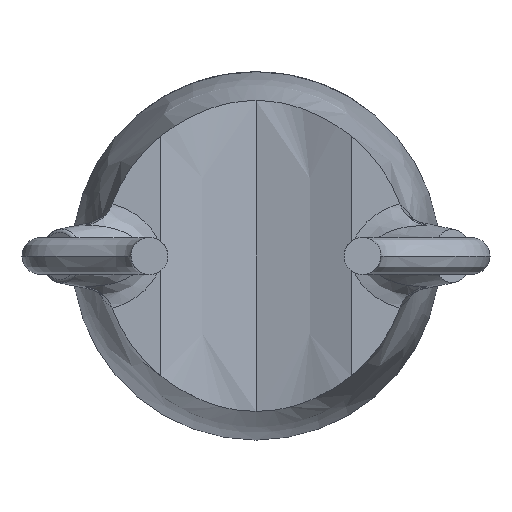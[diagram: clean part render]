
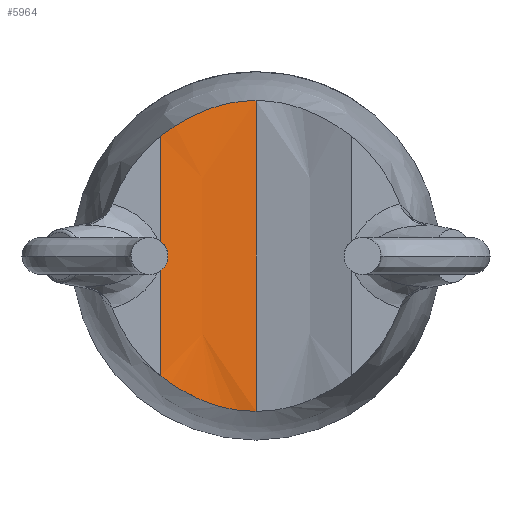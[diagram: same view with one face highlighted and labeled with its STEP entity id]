
A CAD part, front view. The second image highlights one B-rep face of the part: STEP entity #5964.
In plain terms, the highlighted free-form (B-spline) face has degree [3, 1] with [4, 2] control points.
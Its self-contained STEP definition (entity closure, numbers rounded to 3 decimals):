
#152 = CARTESIAN_POINT ( 'NONE',  ( -0.771, 0.38, 2.349 ) ) ;
#217 = CARTESIAN_POINT ( 'NONE',  ( -1.209, 0.054, -1.947 ) ) ;
#298 = CARTESIAN_POINT ( 'NONE',  ( -1.42, 0., 1.791 ) ) ;
#304 = B_SPLINE_CURVE_WITH_KNOTS ( 'NONE', 3,
 ( #506, #3964, #1964, #3472, #1495, #1535, #3438, #4442, #2452, #1042 ),
 .UNSPECIFIED., .F., .F.,
 ( 4, 2, 2, 2, 4 ),
 ( 0., 0., 0.001, 0.001, 0.002 ),
 .UNSPECIFIED. ) ;
#506 = CARTESIAN_POINT ( 'NONE',  ( -1.42, 0., 1.791 ) ) ;
#624 = VERTEX_POINT ( 'NONE', #298 ) ;
#781 = ORIENTED_EDGE ( 'NONE', *, *, #5685, .F. ) ;
#815 = CARTESIAN_POINT ( 'NONE',  ( 0., 0.382, -2.321 ) ) ;
#1042 = CARTESIAN_POINT ( 'NONE',  ( 0., 0.382, 2.321 ) ) ;
#1269 = CARTESIAN_POINT ( 'NONE',  ( -0.992, 0.142, -2.073 ) ) ;
#1304 = VECTOR ( 'NONE', #2987, 1000. ) ;
#1495 = CARTESIAN_POINT ( 'NONE',  ( -0.883, 0.198, 2.126 ) ) ;
#1535 = CARTESIAN_POINT ( 'NONE',  ( -0.652, 0.292, 2.218 ) ) ;
#1625 = DIRECTION ( 'NONE',  ( 0., 0., 1. ) ) ;
#1678 = EDGE_LOOP ( 'NONE', ( #781, #5812, #4255, #4327, #5648 ) ) ;
#1809 = CARTESIAN_POINT ( 'NONE',  ( -0.892, 0.107, 2.349 ) ) ;
#1883 = VERTEX_POINT ( 'NONE', #3802 ) ;
#1964 = CARTESIAN_POINT ( 'NONE',  ( -1.21, 0.053, 1.946 ) ) ;
#1988 = DIRECTION ( 'NONE',  ( 0., 0., 1. ) ) ;
#2133 = EDGE_CURVE ( 'NONE', #624, #5669, #304, .T. ) ;
#2177 = VECTOR ( 'NONE', #1988, 1000. ) ;
#2194 = LINE ( 'NONE', #5433, #1304 ) ;
#2233 = CARTESIAN_POINT ( 'NONE',  ( -0.881, 0.199, -2.127 ) ) ;
#2263 = LINE ( 'NONE', #3001, #2177 ) ;
#2274 = FACE_OUTER_BOUND ( 'NONE', #1678, .T. ) ;
#2452 = CARTESIAN_POINT ( 'NONE',  ( -0.135, 0.382, 2.321 ) ) ;
#2487 = VERTEX_POINT ( 'NONE', #3477 ) ;
#2566 = B_SPLINE_SURFACE_WITH_KNOTS ( 'NONE', 3, 1, ( 
 ( #5624, #5916 ),
 ( #3994, #152 ),
 ( #5665, #1809 ),
 ( #4095, #6019 ) ),
 .UNSPECIFIED., .F., .F., .F.,
 ( 4, 4 ),
 ( 2, 2 ),
 ( 0., 1. ),
 ( 0., 1. ),
 .UNSPECIFIED. ) ;
#2628 = EDGE_CURVE ( 'NONE', #3721, #2487, #4699, .T. ) ;
#2987 = DIRECTION ( 'NONE',  ( 0., 0., 1. ) ) ;
#2988 = EDGE_CURVE ( 'NONE', #2487, #1883, #5607, .T. ) ;
#3001 = CARTESIAN_POINT ( 'NONE',  ( 0., 0.382, -2.75 ) ) ;
#3157 = CARTESIAN_POINT ( 'NONE',  ( -0.523, 0.33, -2.258 ) ) ;
#3438 = CARTESIAN_POINT ( 'NONE',  ( -0.528, 0.329, 2.256 ) ) ;
#3472 = CARTESIAN_POINT ( 'NONE',  ( -0.993, 0.142, 2.072 ) ) ;
#3477 = CARTESIAN_POINT ( 'NONE',  ( -1.42, 0., -1.791 ) ) ;
#3546 = CARTESIAN_POINT ( 'NONE',  ( -1.42, 0., -2.75 ) ) ;
#3553 = CARTESIAN_POINT ( 'NONE',  ( -0.134, 0.382, -2.321 ) ) ;
#3721 = VERTEX_POINT ( 'NONE', #815 ) ;
#3802 = CARTESIAN_POINT ( 'NONE',  ( -1.42, 0., 0. ) ) ;
#3964 = CARTESIAN_POINT ( 'NONE',  ( -1.317, 0.021, 1.874 ) ) ;
#3994 = CARTESIAN_POINT ( 'NONE',  ( -0.771, 0.38, -2.349 ) ) ;
#4095 = CARTESIAN_POINT ( 'NONE',  ( -1.42, 0., -2.349 ) ) ;
#4255 = ORIENTED_EDGE ( 'NONE', *, *, #2628, .F. ) ;
#4326 = VECTOR ( 'NONE', #1625, 1000. ) ;
#4327 = ORIENTED_EDGE ( 'NONE', *, *, #6242, .T. ) ;
#4442 = CARTESIAN_POINT ( 'NONE',  ( -0.268, 0.373, 2.308 ) ) ;
#4619 = CARTESIAN_POINT ( 'NONE',  ( -1.42, 0., -1.791 ) ) ;
#4683 = CARTESIAN_POINT ( 'NONE',  ( -1.316, 0.021, -1.874 ) ) ;
#4699 = B_SPLINE_CURVE_WITH_KNOTS ( 'NONE', 3,
 ( #5488, #3553, #5514, #3157, #6084, #2233, #1269, #217, #4683, #4619 ),
 .UNSPECIFIED., .F., .F.,
 ( 4, 2, 2, 2, 4 ),
 ( 0., 0., 0.001, 0.001, 0.002 ),
 .UNSPECIFIED. ) ;
#5433 = CARTESIAN_POINT ( 'NONE',  ( -1.42, 0., -2.75 ) ) ;
#5488 = CARTESIAN_POINT ( 'NONE',  ( 0., 0.382, -2.321 ) ) ;
#5514 = CARTESIAN_POINT ( 'NONE',  ( -0.266, 0.373, -2.308 ) ) ;
#5607 = LINE ( 'NONE', #3546, #4326 ) ;
#5624 = CARTESIAN_POINT ( 'NONE',  ( 0., 0.382, -2.349 ) ) ;
#5648 = ORIENTED_EDGE ( 'NONE', *, *, #2133, .F. ) ;
#5665 = CARTESIAN_POINT ( 'NONE',  ( -0.892, 0.107, -2.349 ) ) ;
#5669 = VERTEX_POINT ( 'NONE', #6239 ) ;
#5685 = EDGE_CURVE ( 'NONE', #1883, #624, #2194, .T. ) ;
#5812 = ORIENTED_EDGE ( 'NONE', *, *, #2988, .F. ) ;
#5916 = CARTESIAN_POINT ( 'NONE',  ( 0., 0.382, 2.349 ) ) ;
#5964 = ADVANCED_FACE ( 'NONE', ( #2274 ), #2566, .F. ) ;
#6019 = CARTESIAN_POINT ( 'NONE',  ( -1.42, 0., 2.349 ) ) ;
#6084 = CARTESIAN_POINT ( 'NONE',  ( -0.648, 0.293, -2.219 ) ) ;
#6239 = CARTESIAN_POINT ( 'NONE',  ( 0., 0.382, 2.321 ) ) ;
#6242 = EDGE_CURVE ( 'NONE', #3721, #5669, #2263, .T. ) ;
